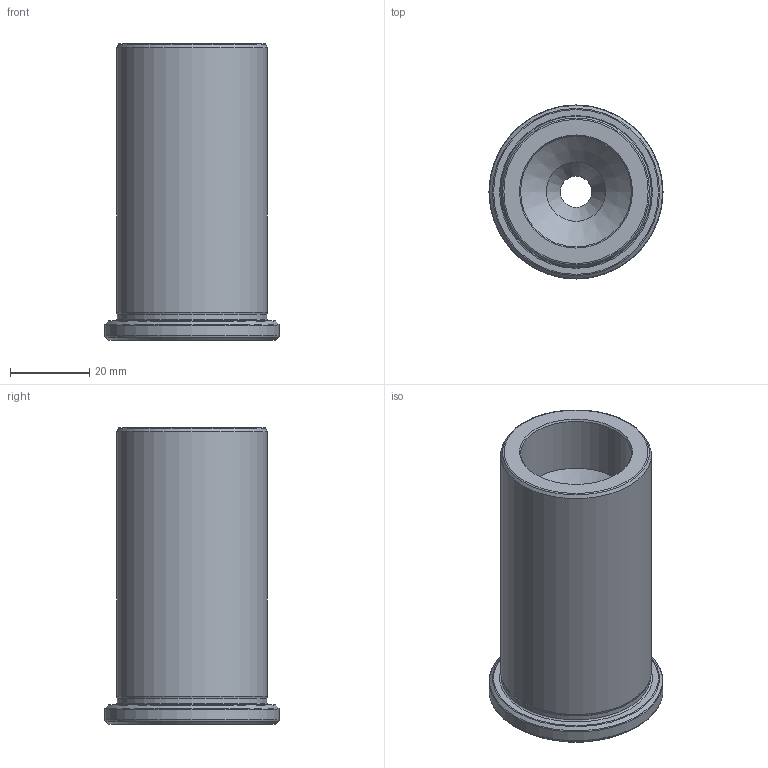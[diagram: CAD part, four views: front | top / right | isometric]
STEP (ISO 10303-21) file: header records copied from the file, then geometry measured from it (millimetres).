
FILE_DESCRIPTION(/* description */ (''),/* implementation_level */ '2;1');
FILE_NAME(/* name */ '1522909974240.stp',/* time_stamp */ '2018-04-05T08:33:08+02:00',/* author */ (''),/* organization */ ('SMS'),/* preprocessor_version */ 'ST-DEVELOPER v15',/* originating_system */ 'SIEMENS PLM Software NX 8.5',/* authorisation */ '');
FILE_SCHEMA (('AUTOMOTIVE_DESIGN { 1 0 10303 214 3 1 1 1 }'));
Length unit declared in the file: millimetre
Products named in the file (1): MOD000000000000000020084271400000
Bounding box: 44 x 44 x 75 mm (x, y, z)
Volume: 71458.4 mm3; surface area: 14760.5 mm2
Topology: 1 solids, 1 shells, 23 faces, 45 edges, 25 vertices
Faces by surface type: cone 8, torus 6, cylinder 6, plane 3
Full cylindrical faces by diameter (mm): 7.938 x1, 15 x1, 28 x1, 37.8 x1, 38.1 x1, 44 x1
Entity records: 519 total; most frequent: DIRECTION 100, CARTESIAN_POINT 73, AXIS2_PLACEMENT_3D 50, FACE_BOUND 46, EDGE_LOOP 46, ORIENTED_EDGE 46, ADVANCED_FACE 23, VERTEX_POINT 23
